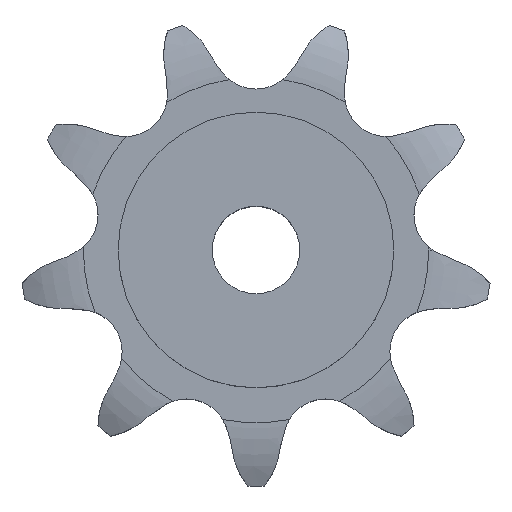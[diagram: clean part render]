
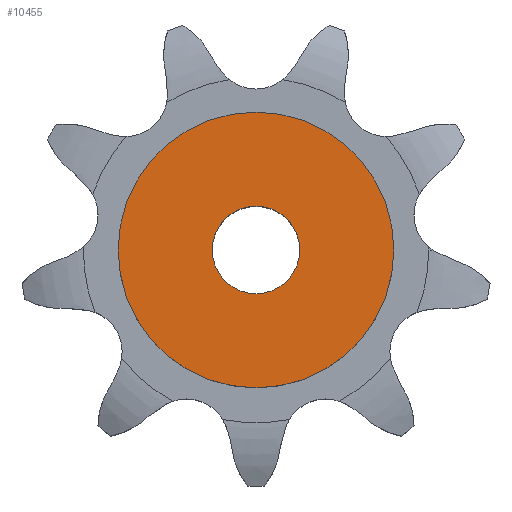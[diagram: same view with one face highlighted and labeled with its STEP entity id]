
A CAD part, top view. The second image highlights one B-rep face of the part: STEP entity #10455.
In plain terms, the highlighted planar face has unit normal (0, 0, 1).
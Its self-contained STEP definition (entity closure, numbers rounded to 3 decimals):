
#1875 = CYLINDRICAL_SURFACE('',#1876,31.5);
#1876 = AXIS2_PLACEMENT_3D('',#1877,#1878,#1879);
#1877 = CARTESIAN_POINT('',(0.,0.,0.));
#1878 = DIRECTION('',(-0.,-0.,-1.));
#1879 = DIRECTION('',(1.,0.,0.));
#6883 = VERTEX_POINT('',#6884);
#6884 = CARTESIAN_POINT('',(31.5,0.,40.));
#6905 = EDGE_CURVE('',#6883,#6883,#6906,.T.);
#6906 = SURFACE_CURVE('',#6907,(#6912,#6919),.PCURVE_S1.);
#6907 = CIRCLE('',#6908,31.5);
#6908 = AXIS2_PLACEMENT_3D('',#6909,#6910,#6911);
#6909 = CARTESIAN_POINT('',(0.,0.,40.));
#6910 = DIRECTION('',(0.,0.,1.));
#6911 = DIRECTION('',(1.,0.,0.));
#6912 = PCURVE('',#1875,#6913);
#6913 = DEFINITIONAL_REPRESENTATION('',(#6914),#6918);
#6914 = LINE('',#6915,#6916);
#6915 = CARTESIAN_POINT('',(-0.,-40.));
#6916 = VECTOR('',#6917,1.);
#6917 = DIRECTION('',(-1.,0.));
#6918 = ( GEOMETRIC_REPRESENTATION_CONTEXT(2) 
PARAMETRIC_REPRESENTATION_CONTEXT() REPRESENTATION_CONTEXT('2D SPACE',''
  ) );
#6919 = PCURVE('',#6920,#6925);
#6920 = PLANE('',#6921);
#6921 = AXIS2_PLACEMENT_3D('',#6922,#6923,#6924);
#6922 = CARTESIAN_POINT('',(0.,0.,40.)
  );
#6923 = DIRECTION('',(0.,0.,1.));
#6924 = DIRECTION('',(1.,0.,0.));
#6925 = DEFINITIONAL_REPRESENTATION('',(#6926),#6930);
#6926 = CIRCLE('',#6927,31.5);
#6927 = AXIS2_PLACEMENT_2D('',#6928,#6929);
#6928 = CARTESIAN_POINT('',(0.,0.));
#6929 = DIRECTION('',(1.,0.));
#6930 = ( GEOMETRIC_REPRESENTATION_CONTEXT(2) 
PARAMETRIC_REPRESENTATION_CONTEXT() REPRESENTATION_CONTEXT('2D SPACE',''
  ) );
#9092 = CYLINDRICAL_SURFACE('',#9093,10.);
#9093 = AXIS2_PLACEMENT_3D('',#9094,#9095,#9096);
#9094 = CARTESIAN_POINT('',(0.,0.,184.842));
#9095 = DIRECTION('',(0.,0.,1.));
#9096 = DIRECTION('',(1.,0.,0.));
#10455 = ADVANCED_FACE('',(#10456,#10459),#6920,.T.);
#10456 = FACE_BOUND('',#10457,.T.);
#10457 = EDGE_LOOP('',(#10458));
#10458 = ORIENTED_EDGE('',*,*,#6905,.T.);
#10459 = FACE_BOUND('',#10460,.T.);
#10460 = EDGE_LOOP('',(#10461));
#10461 = ORIENTED_EDGE('',*,*,#10462,.F.);
#10462 = EDGE_CURVE('',#10463,#10463,#10465,.T.);
#10463 = VERTEX_POINT('',#10464);
#10464 = CARTESIAN_POINT('',(10.,0.,40.));
#10465 = SURFACE_CURVE('',#10466,(#10471,#10478),.PCURVE_S1.);
#10466 = CIRCLE('',#10467,10.);
#10467 = AXIS2_PLACEMENT_3D('',#10468,#10469,#10470);
#10468 = CARTESIAN_POINT('',(0.,0.,40.));
#10469 = DIRECTION('',(0.,0.,1.));
#10470 = DIRECTION('',(1.,0.,0.));
#10471 = PCURVE('',#6920,#10472);
#10472 = DEFINITIONAL_REPRESENTATION('',(#10473),#10477);
#10473 = CIRCLE('',#10474,10.);
#10474 = AXIS2_PLACEMENT_2D('',#10475,#10476);
#10475 = CARTESIAN_POINT('',(0.,0.));
#10476 = DIRECTION('',(1.,0.));
#10477 = ( GEOMETRIC_REPRESENTATION_CONTEXT(2) 
PARAMETRIC_REPRESENTATION_CONTEXT() REPRESENTATION_CONTEXT('2D SPACE',''
  ) );
#10478 = PCURVE('',#9092,#10479);
#10479 = DEFINITIONAL_REPRESENTATION('',(#10480),#10484);
#10480 = LINE('',#10481,#10482);
#10481 = CARTESIAN_POINT('',(0.,-144.842));
#10482 = VECTOR('',#10483,1.);
#10483 = DIRECTION('',(1.,0.));
#10484 = ( GEOMETRIC_REPRESENTATION_CONTEXT(2) 
PARAMETRIC_REPRESENTATION_CONTEXT() REPRESENTATION_CONTEXT('2D SPACE',''
  ) );
